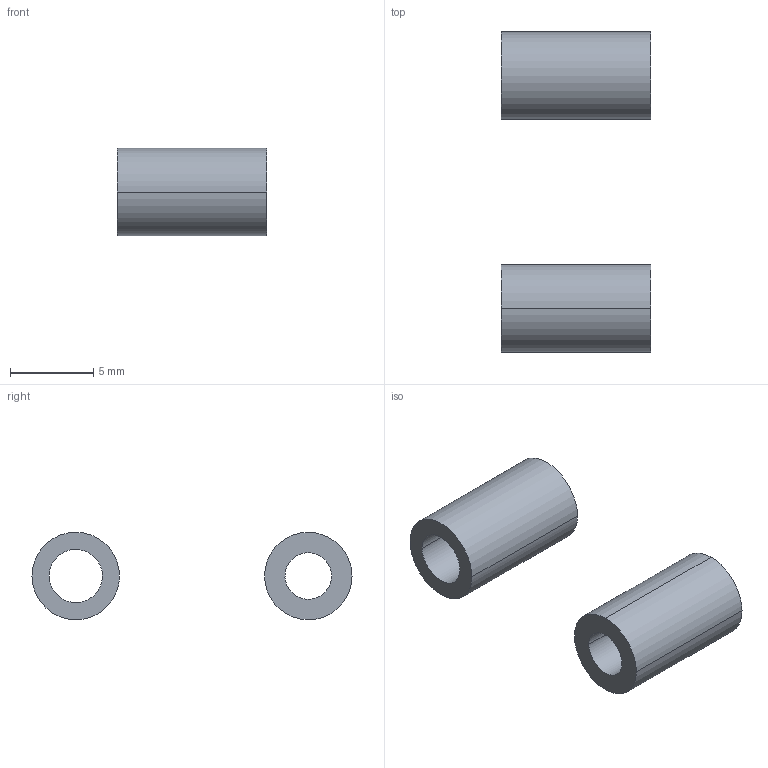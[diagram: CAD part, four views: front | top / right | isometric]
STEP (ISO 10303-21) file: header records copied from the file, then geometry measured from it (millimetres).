
FILE_DESCRIPTION(('HOOPS Exchange Step'),'2;1');
FILE_NAME('temp_export','2025-04-23T19:51:37-04:00',('reall'),('Shapr3D Limited'),'HOOPS Exchange 2024.8','Shapr3D','Authorized');
FILE_SCHEMA( ('AP242_MANAGED_MODEL_BASED_3D_ENGINEERING_MIM_LF {1 0 10303 442 1 1 4}') );
Length unit declared in the file: millimetre
Products named in the file (2): pt2; root
Assembly tree (1 placements, depth 2):
  root
    pt2
Bounding box: 9 x 19.27 x 5.27 mm (x, y, z)
Volume: 265 mm3; surface area: 526.5 mm2
Topology: 2 solids, 2 shells, 13 faces, 27 edges, 18 vertices
Faces by surface type: bspline 7, plane 4, cylinder 2
Entity records: 1851 total; most frequent: CARTESIAN_POINT 1549, ORIENTED_EDGE 54, DIRECTION 37, EDGE_CURVE 27, VERTEX_POINT 18, EDGE_LOOP 17, FACE_BOUND 17, AXIS2_PLACEMENT_3D 14
